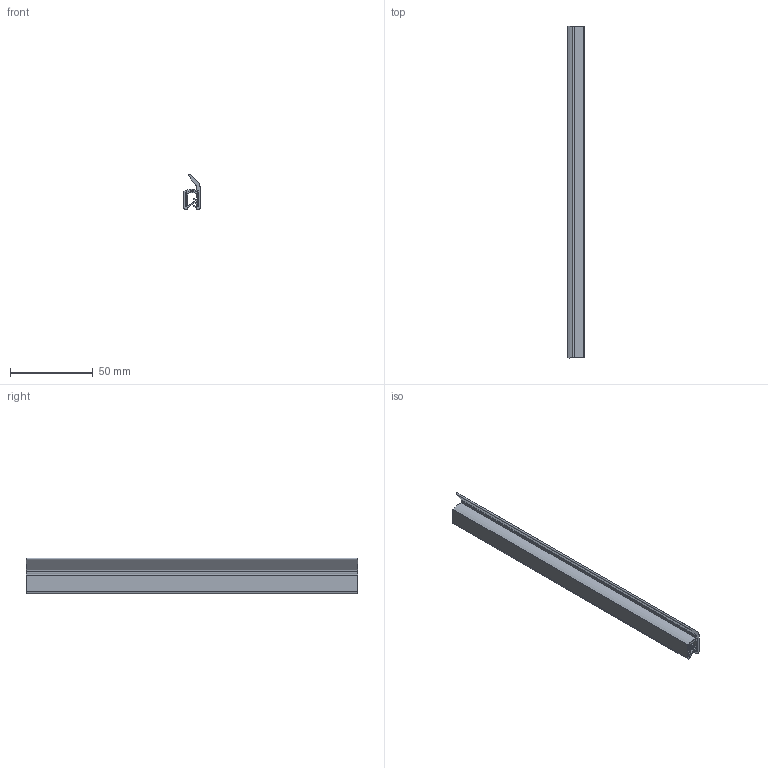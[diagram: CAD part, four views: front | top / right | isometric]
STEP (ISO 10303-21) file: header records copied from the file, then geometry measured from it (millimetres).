
FILE_DESCRIPTION((''),'2;1');
FILE_NAME('','2006-11-07T16:08:16',(''),(''),'','CADfix','');
FILE_SCHEMA(('AUTOMOTIVE_DESIGN'));
Length unit declared in the file: millimetre
Products named in the file (4): rubber foam; gasket; center core; TEM_1011_37_4023_36
Assembly tree (3 placements, depth 2):
  TEM_1011_37_4023_36
    rubber foam
    gasket
    center core
Bounding box: 9.8 x 200 x 21.44 mm (x, y, z)
Volume: 17811.4 mm3; surface area: 41310.5 mm2
Topology: 3 solids, 3 shells, 71 faces, 195 edges, 130 vertices
Faces by surface type: bspline 71
Entity records: 2253 total; most frequent: CARTESIAN_POINT 1050, ORIENTED_EDGE 390, EDGE_CURVE 195, VERTEX_POINT 130, QUASI_UNIFORM_CURVE 127, EDGE_LOOP 73, FACE_OUTER_BOUND 71, ADVANCED_FACE 71
